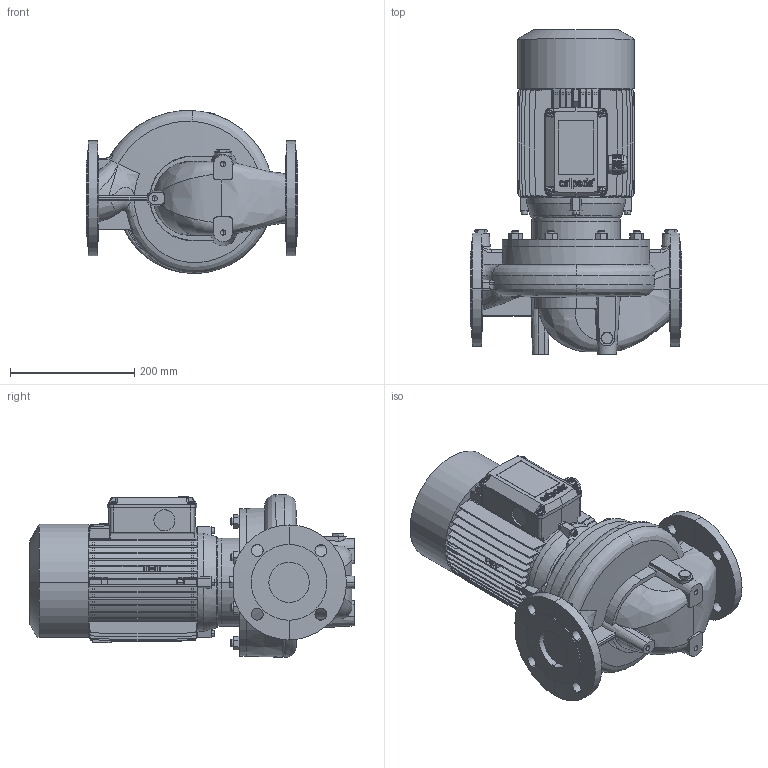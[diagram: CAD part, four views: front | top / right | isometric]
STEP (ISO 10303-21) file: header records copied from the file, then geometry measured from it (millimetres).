
FILE_DESCRIPTION (( 'STEP AP214' ), '1' );
FILE_NAME ('4_93_504_24_REV01.step', '2022-07-08T14:03:28', ( '' ), ( '' ), 'SwSTEP 2.0', 'SolidWorks 2020', '' );
FILE_SCHEMA (( 'AUTOMOTIVE_DESIGN' ));
Length unit declared in the file: millimetre
Products named in the file (1): 4_93_504_24_REV01
Bounding box: 340 x 522.77 x 262.51 mm (x, y, z)
Volume: 15024099 mm3; surface area: 1175052.8 mm2
Topology: 3 solids, 3 shells, 2847 faces, 7990 edges, 5258 vertices
Faces by surface type: plane 2181, cone 298, cylinder 270, bspline 86, sphere 8, torus 4
Entity records: 143864 total; most frequent: CARTESIAN_POINT 72572, ORIENTED_EDGE 15952, DIRECTION 13014, EDGE_CURVE 7976, LINE 5974, VECTOR 5974, VERTEX_POINT 5258, AXIS2_PLACEMENT_3D 3520
